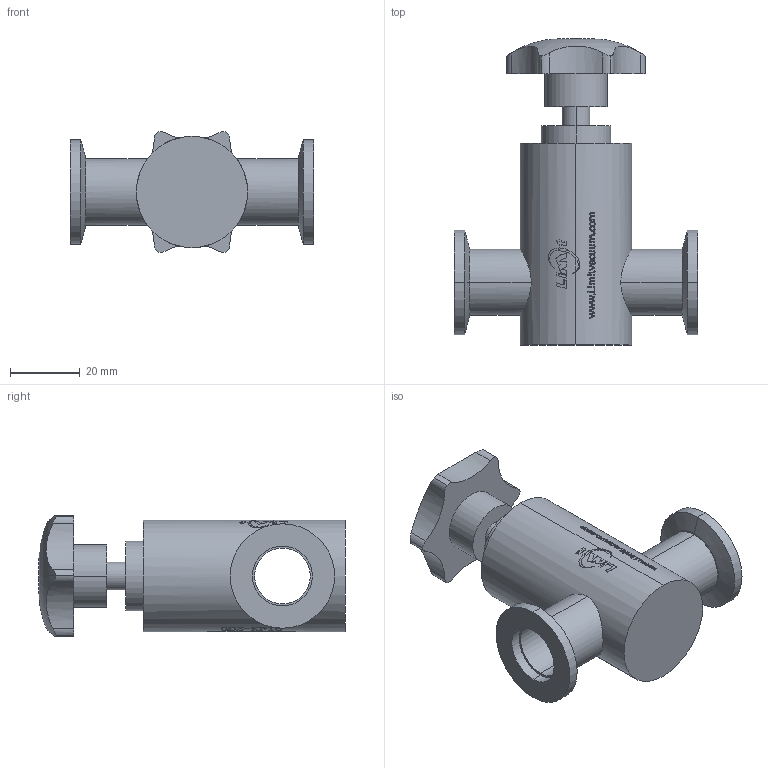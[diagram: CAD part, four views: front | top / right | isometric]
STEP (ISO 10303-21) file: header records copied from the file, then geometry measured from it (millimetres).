
FILE_DESCRIPTION (( 'STEP AP214' ), '1' );
FILE_NAME ('GDZ-KF16.STEP', '2024-08-19T02:30:09', ( '' ), ( '' ), 'SwSTEP 2.0', 'SolidWorks 2020', '' );
FILE_SCHEMA (( 'AUTOMOTIVE_DESIGN' ));
Length unit declared in the file: millimetre
Products named in the file (1): GDZ-KF16
Bounding box: 70 x 88 x 34.68 mm (x, y, z)
Volume: 58593.7 mm3; surface area: 19154.6 mm2
Topology: 2 solids, 2 shells, 638 faces, 1726 edges, 1149 vertices
Faces by surface type: bspline 306, plane 235, cylinder 91, cone 4, torus 2
Entity records: 54904 total; most frequent: CARTESIAN_POINT 41517, ORIENTED_EDGE 3452, EDGE_CURVE 1726, DIRECTION 1603, VERTEX_POINT 1149, B_SPLINE_CURVE_WITH_KNOTS 1049, EDGE_LOOP 697, FACE_OUTER_BOUND 638
